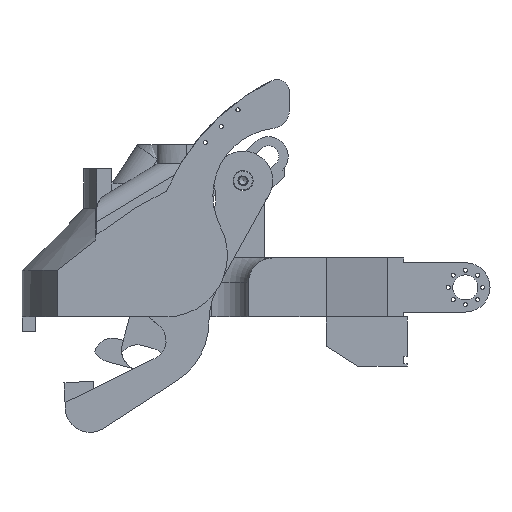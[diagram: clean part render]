
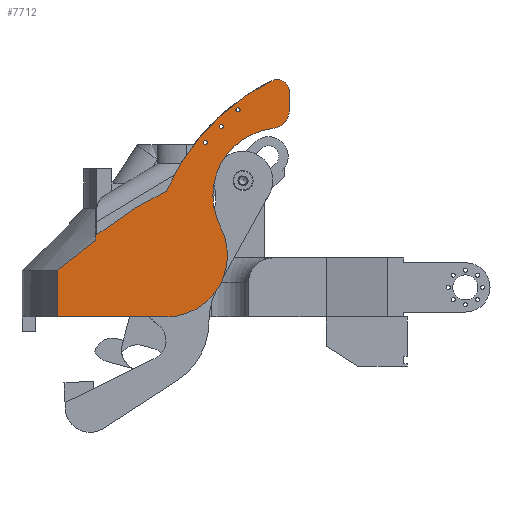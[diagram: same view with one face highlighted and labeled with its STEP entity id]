
A CAD part, left-side view. The second image highlights one B-rep face of the part: STEP entity #7712.
In plain terms, the highlighted planar face has unit normal (-1, 0, 0).
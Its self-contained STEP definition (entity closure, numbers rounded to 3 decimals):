
#92=(
BOUNDED_CURVE()
B_SPLINE_CURVE(2,(#11971,#11972,#11973),.UNSPECIFIED.,.F.,.F.)
B_SPLINE_CURVE_WITH_KNOTS((3,3),(-4.401,-1.259),
 .UNSPECIFIED.)
CURVE()
GEOMETRIC_REPRESENTATION_ITEM()
RATIONAL_B_SPLINE_CURVE((1.353,1.277,1.13))
REPRESENTATION_ITEM('')
);
#93=(
BOUNDED_CURVE()
B_SPLINE_CURVE(2,(#11977,#11978,#11979),.UNSPECIFIED.,.F.,.F.)
B_SPLINE_CURVE_WITH_KNOTS((3,3),(13.624,14.773),
 .UNSPECIFIED.)
CURVE()
GEOMETRIC_REPRESENTATION_ITEM()
RATIONAL_B_SPLINE_CURVE((1.107,1.058,1.))
REPRESENTATION_ITEM('')
);
#136=FACE_BOUND('',#1359,.T.);
#137=FACE_BOUND('',#1360,.T.);
#138=FACE_BOUND('',#1361,.T.);
#399=CIRCLE('',#8142,7.5);
#437=CIRCLE('',#8235,25.);
#438=CIRCLE('',#8237,27.5);
#439=CIRCLE('',#8238,5.);
#440=CIRCLE('',#8239,90.);
#441=CIRCLE('',#8240,0.85);
#442=CIRCLE('',#8241,0.85);
#443=CIRCLE('',#8242,0.85);
#918=FACE_OUTER_BOUND('',#1358,.T.);
#1358=EDGE_LOOP('',(#5836,#5837,#5838,#5839,#5840,#5841,#5842,#5843,#5844,
#5845,#5846));
#1359=EDGE_LOOP('',(#5847));
#1360=EDGE_LOOP('',(#5848));
#1361=EDGE_LOOP('',(#5849));
#1855=LINE('',#11143,#2576);
#2038=LINE('',#11669,#2759);
#2130=LINE('',#11975,#2851);
#2131=LINE('',#11980,#2852);
#2576=VECTOR('',#8878,10.);
#2759=VECTOR('',#9259,10.);
#2851=VECTOR('',#9543,10.);
#2852=VECTOR('',#9544,10.);
#3297=VERTEX_POINT('',#11140);
#3298=VERTEX_POINT('',#11142);
#3473=VERTEX_POINT('',#11659);
#3474=VERTEX_POINT('',#11661);
#3476=VERTEX_POINT('',#11667);
#3566=VERTEX_POINT('',#11961);
#3567=VERTEX_POINT('',#11966);
#3568=VERTEX_POINT('',#11968);
#3569=VERTEX_POINT('',#11970);
#3570=VERTEX_POINT('',#11974);
#3571=VERTEX_POINT('',#11976);
#3572=VERTEX_POINT('',#11981);
#3573=VERTEX_POINT('',#11983);
#3574=VERTEX_POINT('',#11985);
#4073=EDGE_CURVE('',#3297,#3298,#1855,.T.);
#4308=EDGE_CURVE('',#3473,#3474,#399,.T.);
#4312=EDGE_CURVE('',#3473,#3476,#2038,.T.);
#4448=EDGE_CURVE('',#3566,#3297,#437,.T.);
#4449=EDGE_CURVE('',#3566,#3474,#438,.T.);
#4450=EDGE_CURVE('',#3567,#3476,#439,.T.);
#4451=EDGE_CURVE('',#3568,#3567,#440,.T.);
#4452=EDGE_CURVE('',#3568,#3569,#92,.T.);
#4453=EDGE_CURVE('',#3569,#3570,#2130,.T.);
#4454=EDGE_CURVE('',#3570,#3571,#93,.T.);
#4455=EDGE_CURVE('',#3571,#3298,#2131,.T.);
#4456=EDGE_CURVE('',#3572,#3572,#441,.T.);
#4457=EDGE_CURVE('',#3573,#3573,#442,.T.);
#4458=EDGE_CURVE('',#3574,#3574,#443,.T.);
#5836=ORIENTED_EDGE('',*,*,#4448,.F.);
#5837=ORIENTED_EDGE('',*,*,#4449,.T.);
#5838=ORIENTED_EDGE('',*,*,#4308,.F.);
#5839=ORIENTED_EDGE('',*,*,#4312,.T.);
#5840=ORIENTED_EDGE('',*,*,#4450,.F.);
#5841=ORIENTED_EDGE('',*,*,#4451,.F.);
#5842=ORIENTED_EDGE('',*,*,#4452,.T.);
#5843=ORIENTED_EDGE('',*,*,#4453,.T.);
#5844=ORIENTED_EDGE('',*,*,#4454,.T.);
#5845=ORIENTED_EDGE('',*,*,#4455,.T.);
#5846=ORIENTED_EDGE('',*,*,#4073,.F.);
#5847=ORIENTED_EDGE('',*,*,#4456,.T.);
#5848=ORIENTED_EDGE('',*,*,#4457,.T.);
#5849=ORIENTED_EDGE('',*,*,#4458,.T.);
#7439=PLANE('',#8236);
#7712=ADVANCED_FACE('',(#918,#136,#137,#138),#7439,.T.);
#8142=AXIS2_PLACEMENT_3D('',#11662,#9252,#9253);
#8235=AXIS2_PLACEMENT_3D('',#11963,#9533,#9534);
#8236=AXIS2_PLACEMENT_3D('',#11964,#9535,#9536);
#8237=AXIS2_PLACEMENT_3D('',#11965,#9537,#9538);
#8238=AXIS2_PLACEMENT_3D('',#11967,#9539,#9540);
#8239=AXIS2_PLACEMENT_3D('',#11969,#9541,#9542);
#8240=AXIS2_PLACEMENT_3D('',#11982,#9545,#9546);
#8241=AXIS2_PLACEMENT_3D('',#11984,#9547,#9548);
#8242=AXIS2_PLACEMENT_3D('',#11986,#9549,#9550);
#8878=DIRECTION('',(0.,1.,0.));
#9252=DIRECTION('center_axis',(1.,0.,0.));
#9253=DIRECTION('ref_axis',(0.,-0.746,-0.665));
#9259=DIRECTION('',(0.,0.,1.));
#9533=DIRECTION('center_axis',(1.,0.,0.));
#9534=DIRECTION('ref_axis',(0.,0.,1.));
#9535=DIRECTION('center_axis',(-1.,0.,0.));
#9536=DIRECTION('ref_axis',(0.,0.,1.));
#9537=DIRECTION('center_axis',(1.,0.,0.));
#9538=DIRECTION('ref_axis',(0.,-1.,0.));
#9539=DIRECTION('center_axis',(1.,0.,0.));
#9540=DIRECTION('ref_axis',(0.,-1.,0.));
#9541=DIRECTION('center_axis',(1.,0.,0.));
#9542=DIRECTION('ref_axis',(0.,0.442,0.897));
#9543=DIRECTION('',(0.,0.,-1.));
#9544=DIRECTION('',(0.,0.,-1.));
#9545=DIRECTION('center_axis',(1.,0.,0.));
#9546=DIRECTION('ref_axis',(0.,-1.,0.));
#9547=DIRECTION('center_axis',(1.,0.,0.));
#9548=DIRECTION('ref_axis',(0.,-1.,0.));
#9549=DIRECTION('center_axis',(1.,0.,0.));
#9550=DIRECTION('ref_axis',(0.,-1.,0.));
#11140=CARTESIAN_POINT('',(-46.4,300.59,46.));
#11142=CARTESIAN_POINT('',(-46.4,344.522,46.));
#11143=CARTESIAN_POINT('',(-46.4,349.,46.));
#11659=CARTESIAN_POINT('',(-46.4,250.5,129.971));
#11661=CARTESIAN_POINT('',(-46.4,257.143,122.52));
#11662=CARTESIAN_POINT('Origin',(-46.4,258.,129.971));
#11667=CARTESIAN_POINT('',(-46.4,250.5,137.342));
#11669=CARTESIAN_POINT('',(-46.4,250.5,92.));
#11961=CARTESIAN_POINT('',(-46.4,278.404,82.524));
#11963=CARTESIAN_POINT('Origin',(-46.4,300.59,71.));
#11964=CARTESIAN_POINT('Origin',(-46.4,344.,68.));
#11965=CARTESIAN_POINT('Origin',(-46.4,254.,95.2));
#11966=CARTESIAN_POINT('',(-46.4,257.712,141.826));
#11967=CARTESIAN_POINT('Origin',(-46.4,255.5,137.342));
#11968=CARTESIAN_POINT('',(-46.4,300.404,97.057));
#11969=CARTESIAN_POINT('Origin',(-46.4,217.892,61.115));
#11970=CARTESIAN_POINT('',(-46.4,329.,79.118));
#11971=CARTESIAN_POINT('Ctrl Pts',(-46.4,300.404,97.057));
#11972=CARTESIAN_POINT('Ctrl Pts',(-46.4,312.448,91.68));
#11973=CARTESIAN_POINT('Ctrl Pts',(-46.4,329.,79.118));
#11974=CARTESIAN_POINT('',(-46.4,329.,77.126));
#11975=CARTESIAN_POINT('',(-46.4,329.,66.));
#11976=CARTESIAN_POINT('',(-46.4,344.522,65.));
#11977=CARTESIAN_POINT('Ctrl Pts',(-46.4,329.,77.126));
#11978=CARTESIAN_POINT('Ctrl Pts',(-46.4,336.125,71.878));
#11979=CARTESIAN_POINT('Ctrl Pts',(-46.4,344.522,65.));
#11980=CARTESIAN_POINT('',(-46.4,344.522,55.5));
#11981=CARTESIAN_POINT('',(-46.4,277.21,123.33));
#11982=CARTESIAN_POINT('Origin',(-46.4,278.06,123.33));
#11983=CARTESIAN_POINT('',(-46.4,283.713,116.827));
#11984=CARTESIAN_POINT('Origin',(-46.4,284.563,116.827));
#11985=CARTESIAN_POINT('',(-46.4,270.477,130.063));
#11986=CARTESIAN_POINT('Origin',(-46.4,271.327,130.063));
